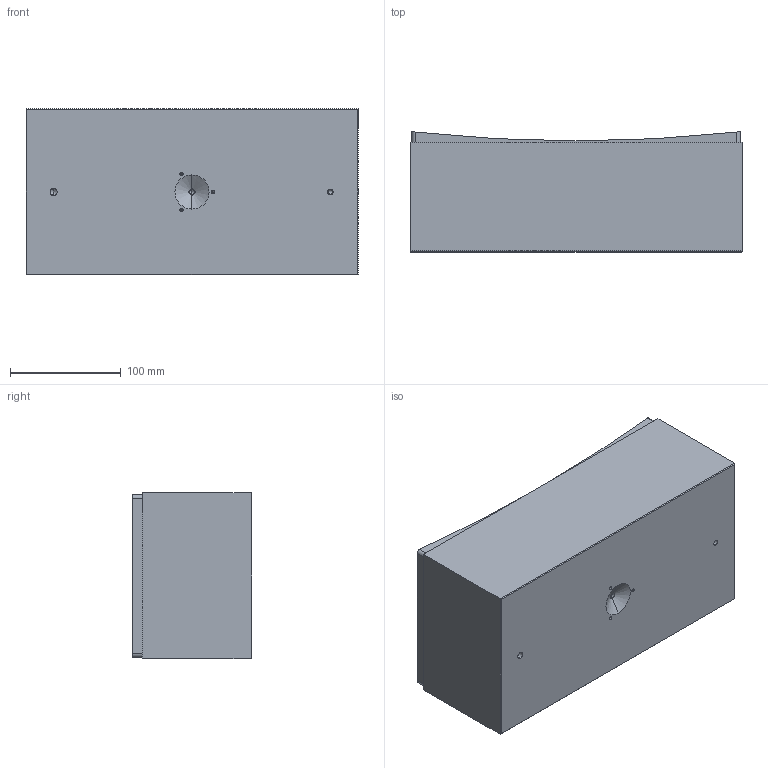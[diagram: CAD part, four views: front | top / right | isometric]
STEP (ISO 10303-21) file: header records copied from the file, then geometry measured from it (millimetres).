
FILE_DESCRIPTION (( 'STEP AP214' ), '1' );
FILE_NAME ('S32150LXXX.STEP', '2023-01-05T18:50:36', ( '' ), ( '' ), 'SwSTEP 2.0', 'SolidWorks 2020', '' );
FILE_SCHEMA (( 'AUTOMOTIVE_DESIGN' ));
Length unit declared in the file: inch
Products named in the file (5): 62-0054-S_62-0054-S; S90A001; S90A002; 12S15001_12S15001; S32150LXXX
Assembly tree (2 placements, depth 2):
  S90A001
  S90A002
  S32150LXXX
    12S15001_12S15001
    62-0054-S_62-0054-S
Bounding box: 300 x 108.36 x 150 mm (x, y, z)
Volume: 4578370.9 mm3; surface area: 299278.6 mm2
Topology: 2 solids, 2 shells, 150 faces, 363 edges, 227 vertices
Faces by surface type: plane 86, cylinder 50, cone 14
Entity records: 4476 total; most frequent: CARTESIAN_POINT 842, DIRECTION 733, ORIENTED_EDGE 702, EDGE_CURVE 351, AXIS2_PLACEMENT_3D 246, LINE 241, VECTOR 241, VERTEX_POINT 227
